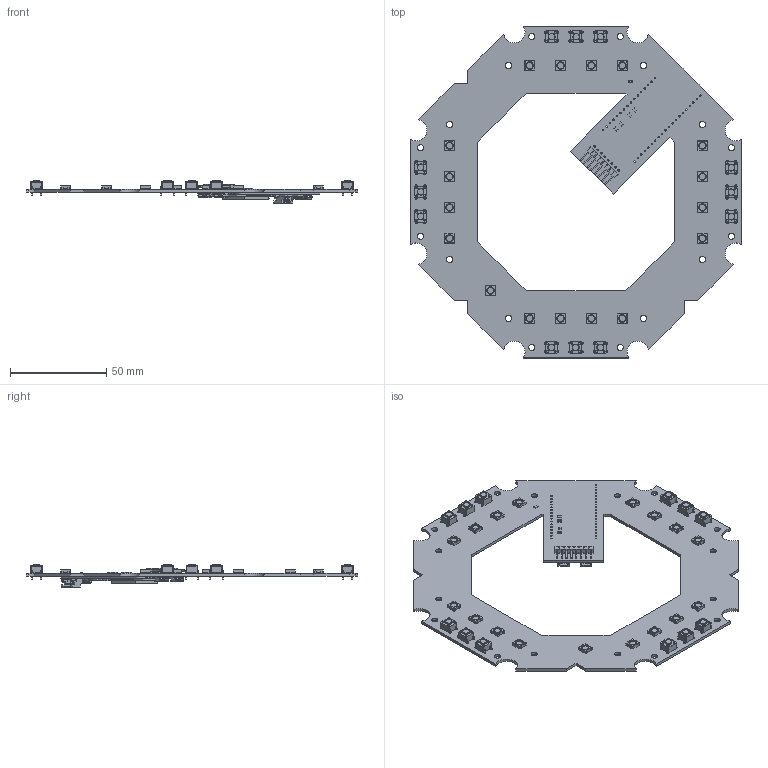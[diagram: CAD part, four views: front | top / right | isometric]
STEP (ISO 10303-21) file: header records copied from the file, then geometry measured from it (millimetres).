
FILE_DESCRIPTION(('KiCad electronic assembly'),'2;1');
FILE_NAME('FullPCB.step','2025-03-05T10:56:07',('Pcbnew'),('Kicad'), 'Open CASCADE STEP processor 7.8','KiCad to STEP converter','Unknown' );
FILE_SCHEMA(('AUTOMOTIVE_DESIGN { 1 0 10303 214 1 1 1 1 }'));
Length unit declared in the file: millimetre
Products named in the file (13): FullPCB 1; LED_WS2812B_PLCC4_5.0x5.0mm_P3.2mm; R_0805_2012Metric; SW_PUSH_6mm; PinHeader_1x08_P2.54mm_Horizontal; Lolin32+V1.0.0 v2; ESP32-WROVER v1; Micro USB v2; shield; JST PH M2P SMD v1; SOLID; SM04B-SRSS-TB; FullPCB_PCB
Assembly tree (44 placements, depth 4):
  FullPCB 1
    LED_WS2812B_PLCC4_5.0x5.0mm_P3.2mm  x17
    R_0805_2012Metric  x5
    SW_PUSH_6mm  x12
    PinHeader_1x08_P2.54mm_Horizontal
    Lolin32+V1.0.0 v2
      ESP32-WROVER v1
      Micro USB v2
        shield
      JST PH M2P SMD v1
      SOLID
    SM04B-SRSS-TB  x2
    FullPCB_PCB
Bounding box: 172.12 x 172.12 x 11.78 mm (x, y, z)
Volume: 28352.9 mm3; surface area: 42853.6 mm2
Topology: 46 solids, 46 shells, 4835 faces, 13364 edges, 8660 vertices
Faces by surface type: plane 3508, cylinder 1269, bspline 27, cone 17, torus 12, sphere 2
Full cylindrical faces by diameter (mm): 0.762 x36, 1 x92, 1.1 x48, 1.916 x1, 2.4 x2, 3.2 x16, 3.333 x17, 3.5 x12
Entity records: 82374 total; most frequent: CARTESIAN_POINT 14178, ORIENTED_EDGE 13166, DIRECTION 12250, EDGE_CURVE 6583, LINE 5674, VECTOR 5674, VERTEX_POINT 4241, AXIS2_PLACEMENT_3D 3288
